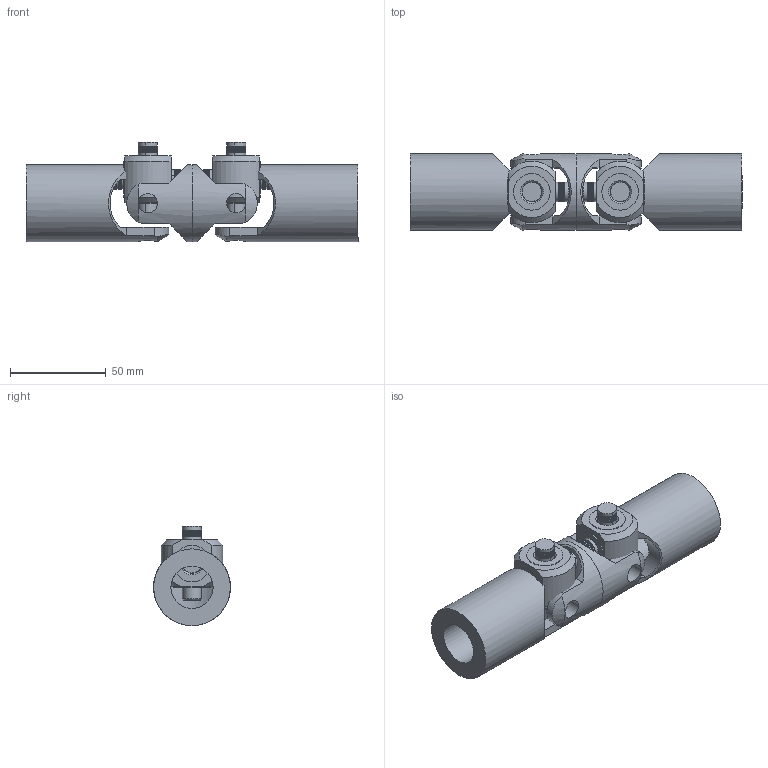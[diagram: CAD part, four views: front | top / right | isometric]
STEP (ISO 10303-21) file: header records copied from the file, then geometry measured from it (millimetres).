
FILE_DESCRIPTION(/* description */ ('Alibre Inc.'),/* implementation_level */ '2;1');
FILE_NAME(/* name */ 'export0',/* time_stamp */ '2012-08-13T16:54:54+02:00',/* author */ (''),/* organization */ (''),/* preprocessor_version */ 'ST-DEVELOPER v12',/* originating_system */ 'Alibre',/* authorisation */ '');
FILE_SCHEMA (('CONFIG_CONTROL_DESIGN'));
Length unit declared in the file: centimetre
Products named in the file (5): ID_1; ID_2; ID_3
Bounding box: 173 x 40 x 51.72 mm (x, y, z)
Volume: 154686.9 mm3; surface area: 52502.3 mm2
Topology: 12 solids, 12 shells, 1448 faces, 3622 edges, 2194 vertices
Faces by surface type: plane 1000, cylinder 404, cone 44
Full cylindrical faces by diameter (mm): 10 x8, 22 x2, 40 x4
Entity records: 22709 total; most frequent: CARTESIAN_POINT 4670, ORIENTED_EDGE 3688, DIRECTION 3484, EDGE_CURVE 1844, AXIS2_PLACEMENT_3D 1472, VERTEX_POINT 1123, VECTOR 1043, LINE 1043
